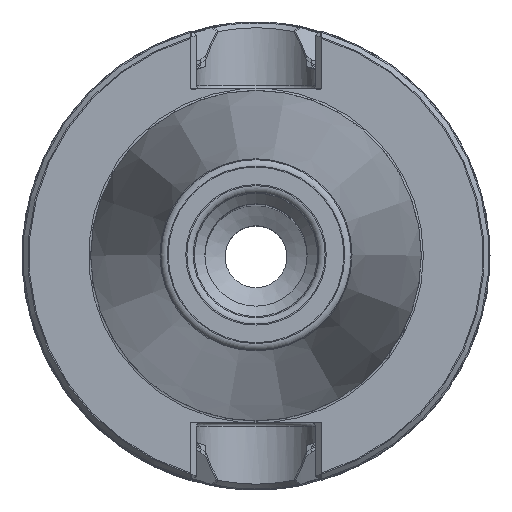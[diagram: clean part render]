
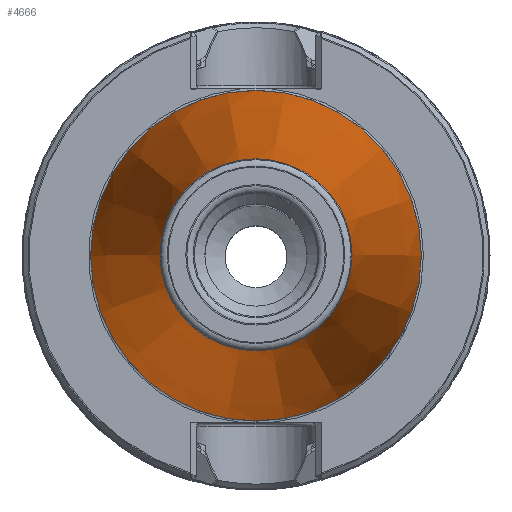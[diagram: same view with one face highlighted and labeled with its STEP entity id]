
A CAD part, top view. The second image highlights one B-rep face of the part: STEP entity #4666.
In plain terms, the highlighted conical face has half-angle 8.297 degrees and reference radius 12.867 mm.
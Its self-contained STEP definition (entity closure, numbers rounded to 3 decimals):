
#480=CONICAL_SURFACE('',#5061,12.867,0.145);
#1336=ORIENTED_EDGE('',*,*,#1777,.T.);
#1337=ORIENTED_EDGE('',*,*,#1776,.T.);
#1776=EDGE_CURVE('',#2075,#2075,#2238,.T.);
#1777=EDGE_CURVE('',#2076,#2076,#2239,.F.);
#2075=VERTEX_POINT('',#7343);
#2076=VERTEX_POINT('',#7347);
#2238=CIRCLE('',#5059,22.375);
#2239=CIRCLE('',#5062,12.992);
#2531=EDGE_LOOP('',(#1336));
#2532=EDGE_LOOP('',(#1337));
#2853=FACE_BOUND('',#2531,.T.);
#2854=FACE_BOUND('',#2532,.T.);
#4666=ADVANCED_FACE('',(#2853,#2854),#480,.T.);
#5059=AXIS2_PLACEMENT_3D('',#7342,#5958,#5959);
#5061=AXIS2_PLACEMENT_3D('',#7345,#5962,#5963);
#5062=AXIS2_PLACEMENT_3D('',#7346,#5964,#5965);
#5958=DIRECTION('',(0.,0.,1.));
#5959=DIRECTION('',(1.,0.,0.));
#5962=DIRECTION('',(0.,0.,-1.));
#5963=DIRECTION('',(-1.,0.,0.));
#5964=DIRECTION('',(0.,0.,1.));
#5965=DIRECTION('',(1.,0.,0.));
#7342=CARTESIAN_POINT('',(0.,0.,0.4));
#7343=CARTESIAN_POINT('',(22.375,0.,0.4));
#7345=CARTESIAN_POINT('',(0.,0.,65.6));
#7346=CARTESIAN_POINT('',(0.,0.,64.744));
#7347=CARTESIAN_POINT('',(12.992,0.,64.744));
